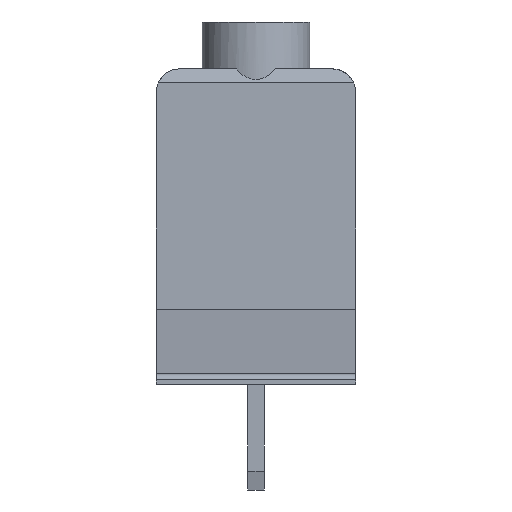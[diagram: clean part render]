
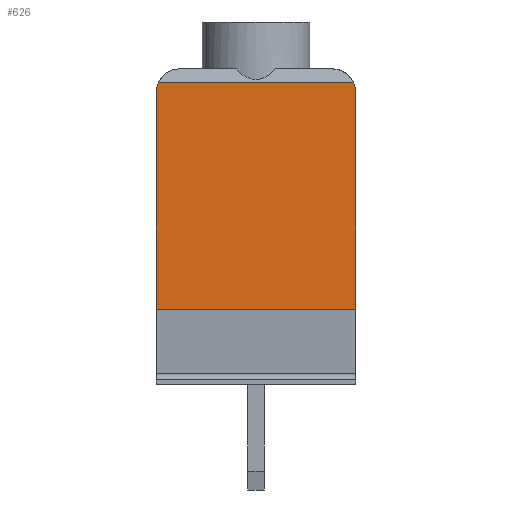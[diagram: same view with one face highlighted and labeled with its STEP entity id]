
A CAD part, left-side view. The second image highlights one B-rep face of the part: STEP entity #626.
In plain terms, the highlighted planar face has unit normal (-1, 0, 0).
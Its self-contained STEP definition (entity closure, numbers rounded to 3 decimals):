
#626 = ADVANCED_FACE( '', ( #1285 ), #1286, .T. );
#1285 = FACE_OUTER_BOUND( '', #1943, .T. );
#1286 = PLANE( '', #1944 );
#1943 = EDGE_LOOP( '', ( #3759, #3760, #3761, #3762, #3763, #3764 ) );
#1944 = AXIS2_PLACEMENT_3D( '', #3765, #3766, #3767 );
#3759 = ORIENTED_EDGE( '', *, *, #4186, .F. );
#3760 = ORIENTED_EDGE( '', *, *, #4487, .T. );
#3761 = ORIENTED_EDGE( '', *, *, #4122, .T. );
#3762 = ORIENTED_EDGE( '', *, *, #4032, .T. );
#3763 = ORIENTED_EDGE( '', *, *, #3889, .F. );
#3764 = ORIENTED_EDGE( '', *, *, #4021, .T. );
#3765 = CARTESIAN_POINT( '', ( -12.5, -4.25, -6.2 ) );
#3766 = DIRECTION( '', ( -1., 0., 0. ) );
#3767 = DIRECTION( '', ( 0., 0., 1. ) );
#3889 = EDGE_CURVE( '', #4660, #4662, #4663, .T. );
#4021 = EDGE_CURVE( '', #4660, #4890, #4892, .T. );
#4032 = EDGE_CURVE( '', #4907, #4662, #4908, .T. );
#4122 = EDGE_CURVE( '', #5057, #4907, #5058, .T. );
#4186 = EDGE_CURVE( '', #5164, #4890, #5166, .T. );
#4487 = EDGE_CURVE( '', #5164, #5057, #5544, .T. );
#4660 = VERTEX_POINT( '', #5761 );
#4662 = VERTEX_POINT( '', #5764 );
#4663 = LINE( '', #5765, #5766 );
#4890 = VERTEX_POINT( '', #6074 );
#4892 = CIRCLE( '', #6077, 1. );
#4907 = VERTEX_POINT( '', #6098 );
#4908 = CIRCLE( '', #6099, 1. );
#5057 = VERTEX_POINT( '', #6296 );
#5058 = LINE( '', #6297, #6298 );
#5164 = VERTEX_POINT( '', #6453 );
#5166 = LINE( '', #6456, #6457 );
#5544 = LINE( '', #6991, #6992 );
#5761 = CARTESIAN_POINT( '', ( -12.5, 4.167, 6.65 ) );
#5764 = CARTESIAN_POINT( '', ( -12.5, -4.167, 6.65 ) );
#5765 = CARTESIAN_POINT( '', ( -12.5, 4.25, 6.65 ) );
#5766 = VECTOR( '', #7140, 1000. );
#6074 = CARTESIAN_POINT( '', ( -12.5, 4.25, 6.25 ) );
#6077 = AXIS2_PLACEMENT_3D( '', #7301, #7302, #7303 );
#6098 = CARTESIAN_POINT( '', ( -12.5, -4.25, 6.25 ) );
#6099 = AXIS2_PLACEMENT_3D( '', #7313, #7314, #7315 );
#6296 = CARTESIAN_POINT( '', ( -12.5, -4.25, -3. ) );
#6297 = CARTESIAN_POINT( '', ( -12.5, -4.25, -6.2 ) );
#6298 = VECTOR( '', #7442, 1000. );
#6453 = CARTESIAN_POINT( '', ( -12.5, 4.25, -3. ) );
#6456 = CARTESIAN_POINT( '', ( -12.5, 4.25, -6.2 ) );
#6457 = VECTOR( '', #7529, 1000. );
#6991 = CARTESIAN_POINT( '', ( -12.5, 26.54, -3. ) );
#6992 = VECTOR( '', #7788, 1000. );
#7140 = DIRECTION( '', ( 0., -1., 0. ) );
#7301 = CARTESIAN_POINT( '', ( -12.5, 3.25, 6.25 ) );
#7302 = DIRECTION( '', ( -1., 0., 0. ) );
#7303 = DIRECTION( '', ( 0., 0., 1. ) );
#7313 = CARTESIAN_POINT( '', ( -12.5, -3.25, 6.25 ) );
#7314 = DIRECTION( '', ( -1., 0., 0. ) );
#7315 = DIRECTION( '', ( 0., 0., 1. ) );
#7442 = DIRECTION( '', ( 0., 0., 1. ) );
#7529 = DIRECTION( '', ( 0., 0., 1. ) );
#7788 = DIRECTION( '', ( 0., -1., 0. ) );
